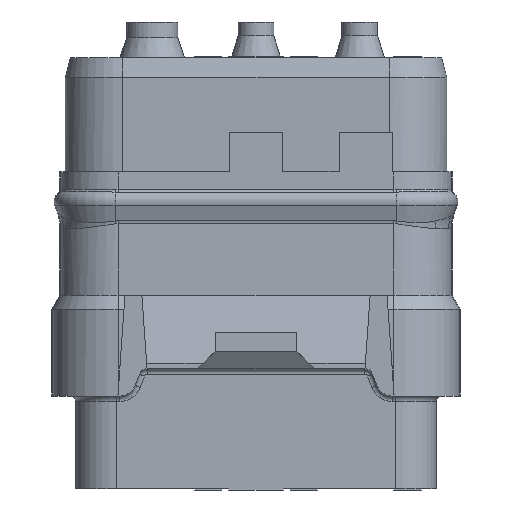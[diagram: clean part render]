
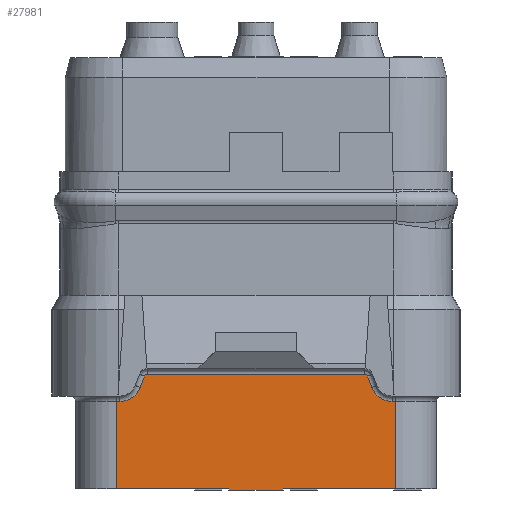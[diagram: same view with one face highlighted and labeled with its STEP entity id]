
A CAD part, front view. The second image highlights one B-rep face of the part: STEP entity #27981.
In plain terms, the highlighted planar face has unit normal (0, -1, 0).
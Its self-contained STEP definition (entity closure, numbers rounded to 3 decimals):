
#3559=DIRECTION('',(0.,0.,-1.));
#3560=VECTOR('',#3559,0.05);
#3561=CARTESIAN_POINT('',(-1.,-5.725,-11.63));
#3562=LINE('',#3561,#3560);
#3563=DIRECTION('',(-1.,0.,0.));
#3564=VECTOR('',#3563,4.125);
#3565=CARTESIAN_POINT('',(5.125,-5.725,-11.63));
#3566=LINE('',#3565,#3564);
#3567=DIRECTION('',(0.,0.,-1.));
#3568=VECTOR('',#3567,0.05);
#3569=CARTESIAN_POINT('',(1.,-5.725,-11.63));
#3570=LINE('',#3569,#3568);
#3571=DIRECTION('',(-1.,0.,0.));
#3572=VECTOR('',#3571,4.125);
#3573=CARTESIAN_POINT('',(-1.,-5.725,-11.63));
#3574=LINE('',#3573,#3572);
#3575=DIRECTION('',(0.,0.,1.));
#3576=VECTOR('',#3575,3.2);
#3577=CARTESIAN_POINT('',(-5.125,-5.725,-11.63));
#3578=LINE('',#3577,#3576);
#3579=DIRECTION('',(-1.,0.,0.));
#3580=VECTOR('',#3579,0.125);
#3581=CARTESIAN_POINT('',(-5.,-5.725,-8.43));
#3582=LINE('',#3581,#3580);
#3583=CARTESIAN_POINT('',(-5.,-5.725,-7.63));
#3584=DIRECTION('',(0.,-1.,0.));
#3585=DIRECTION('',(0.,0.,-1.));
#3586=AXIS2_PLACEMENT_3D('',#3583,#3584,#3585);
#3588=DIRECTION('',(0.354,0.,0.935));
#3589=VECTOR('',#3588,0.447);
#3590=CARTESIAN_POINT('',(-4.252,-5.725,-7.913));
#3591=LINE('',#3590,#3589);
#3592=CARTESIAN_POINT('',(-4.,-5.725,-7.53));
#3593=DIRECTION('',(0.,1.,0.));
#3594=DIRECTION('',(-0.935,0.,0.354));
#3595=AXIS2_PLACEMENT_3D('',#3592,#3593,#3594);
#3597=DIRECTION('',(1.,0.,0.));
#3598=VECTOR('',#3597,8.);
#3599=CARTESIAN_POINT('',(-4.,-5.725,-7.43));
#3600=LINE('',#3599,#3598);
#3601=CARTESIAN_POINT('',(4.,-5.725,-7.53));
#3602=DIRECTION('',(0.,1.,0.));
#3603=DIRECTION('',(0.,0.,1.));
#3604=AXIS2_PLACEMENT_3D('',#3601,#3602,#3603);
#3606=DIRECTION('',(0.354,0.,-0.935));
#3607=VECTOR('',#3606,0.447);
#3608=CARTESIAN_POINT('',(4.094,-5.725,-7.495));
#3609=LINE('',#3608,#3607);
#3610=CARTESIAN_POINT('',(5.,-5.725,-7.63));
#3611=DIRECTION('',(0.,-1.,0.));
#3612=DIRECTION('',(-0.935,0.,-0.354));
#3613=AXIS2_PLACEMENT_3D('',#3610,#3611,#3612);
#3615=DIRECTION('',(-1.,0.,0.));
#3616=VECTOR('',#3615,0.125);
#3617=CARTESIAN_POINT('',(5.125,-5.725,-8.43));
#3618=LINE('',#3617,#3616);
#3619=DIRECTION('',(0.,0.,1.));
#3620=VECTOR('',#3619,3.2);
#3621=CARTESIAN_POINT('',(5.125,-5.725,-11.63));
#3622=LINE('',#3621,#3620);
#3631=DIRECTION('',(-1.,0.,0.));
#3632=VECTOR('',#3631,2.);
#3633=CARTESIAN_POINT('',(1.,-5.725,-11.68));
#3634=LINE('',#3633,#3632);
#21836=CARTESIAN_POINT('',(-5.125,-5.725,-11.63));
#21838=VERTEX_POINT('',#21836);
#21849=CARTESIAN_POINT('',(5.125,-5.725,-11.63));
#21851=VERTEX_POINT('',#21849);
#22008=CARTESIAN_POINT('',(5.125,-5.725,-8.43));
#22009=VERTEX_POINT('',#22008);
#22018=CARTESIAN_POINT('',(-5.125,-5.725,-8.43));
#22020=VERTEX_POINT('',#22018);
#22062=CARTESIAN_POINT('',(5.,-5.725,-8.43));
#22063=VERTEX_POINT('',#22062);
#22064=CARTESIAN_POINT('',(4.252,-5.725,-7.913));
#22065=VERTEX_POINT('',#22064);
#22066=CARTESIAN_POINT('',(4.094,-5.725,-7.495));
#22067=VERTEX_POINT('',#22066);
#22070=CARTESIAN_POINT('',(4.,-5.725,-7.43));
#22071=VERTEX_POINT('',#22070);
#22074=CARTESIAN_POINT('',(-4.,-5.725,-7.43));
#22075=VERTEX_POINT('',#22074);
#22078=CARTESIAN_POINT('',(-4.094,-5.725,-7.495));
#22079=VERTEX_POINT('',#22078);
#22082=CARTESIAN_POINT('',(-4.252,-5.725,-7.913));
#22083=VERTEX_POINT('',#22082);
#22086=CARTESIAN_POINT('',(-5.,-5.725,-8.43));
#22087=VERTEX_POINT('',#22086);
#23970=CARTESIAN_POINT('',(1.,-5.725,-11.68));
#23971=CARTESIAN_POINT('',(-1.,-5.725,-11.68));
#23972=VERTEX_POINT('',#23970);
#23973=VERTEX_POINT('',#23971);
#24656=CARTESIAN_POINT('',(-1.,-5.725,-11.63));
#24658=VERTEX_POINT('',#24656);
#24662=CARTESIAN_POINT('',(1.,-5.725,-11.63));
#24663=VERTEX_POINT('',#24662);
#27945=CARTESIAN_POINT('',(-6.2,-5.725,-11.63));
#27946=DIRECTION('',(0.,1.,0.));
#27947=DIRECTION('',(1.,0.,0.));
#27948=AXIS2_PLACEMENT_3D('',#27945,#27946,#27947);
#27949=PLANE('',#27948);
#27950=ORIENTED_EDGE('',*,*,#27310,.T.);
#27952=ORIENTED_EDGE('',*,*,#27951,.T.);
#27954=ORIENTED_EDGE('',*,*,#27953,.T.);
#27955=ORIENTED_EDGE('',*,*,#27936,.F.);
#27956=ORIENTED_EDGE('',*,*,#27326,.T.);
#27958=ORIENTED_EDGE('',*,*,#27957,.T.);
#27960=ORIENTED_EDGE('',*,*,#27959,.F.);
#27962=ORIENTED_EDGE('',*,*,#27961,.T.);
#27964=ORIENTED_EDGE('',*,*,#27963,.T.);
#27966=ORIENTED_EDGE('',*,*,#27965,.T.);
#27968=ORIENTED_EDGE('',*,*,#27967,.T.);
#27970=ORIENTED_EDGE('',*,*,#27969,.T.);
#27972=ORIENTED_EDGE('',*,*,#27971,.T.);
#27974=ORIENTED_EDGE('',*,*,#27973,.T.);
#27976=ORIENTED_EDGE('',*,*,#27975,.F.);
#27978=ORIENTED_EDGE('',*,*,#27977,.F.);
#27979=EDGE_LOOP('',(#27950,#27952,#27954,#27955,#27956,#27958,#27960,#27962,
#27964,#27966,#27968,#27970,#27972,#27974,#27976,#27978));
#27980=FACE_OUTER_BOUND('',#27979,.F.);
#27981=ADVANCED_FACE('',(#27980),#27949,.F.);
#3587=CIRCLE('',#3586,0.8);
#3596=CIRCLE('',#3595,0.1);
#3605=CIRCLE('',#3604,0.1);
#3614=CIRCLE('',#3613,0.8);
#27310=EDGE_CURVE('',#21851,#24663,#3566,.T.);
#27326=EDGE_CURVE('',#24658,#21838,#3574,.T.);
#27936=EDGE_CURVE('',#24658,#23973,#3562,.T.);
#27951=EDGE_CURVE('',#24663,#23972,#3570,.T.);
#27953=EDGE_CURVE('',#23972,#23973,#3634,.T.);
#27957=EDGE_CURVE('',#21838,#22020,#3578,.T.);
#27959=EDGE_CURVE('',#22087,#22020,#3582,.T.);
#27961=EDGE_CURVE('',#22087,#22083,#3587,.T.);
#27963=EDGE_CURVE('',#22083,#22079,#3591,.T.);
#27965=EDGE_CURVE('',#22079,#22075,#3596,.T.);
#27967=EDGE_CURVE('',#22075,#22071,#3600,.T.);
#27969=EDGE_CURVE('',#22071,#22067,#3605,.T.);
#27971=EDGE_CURVE('',#22067,#22065,#3609,.T.);
#27973=EDGE_CURVE('',#22065,#22063,#3614,.T.);
#27975=EDGE_CURVE('',#22009,#22063,#3618,.T.);
#27977=EDGE_CURVE('',#21851,#22009,#3622,.T.);
